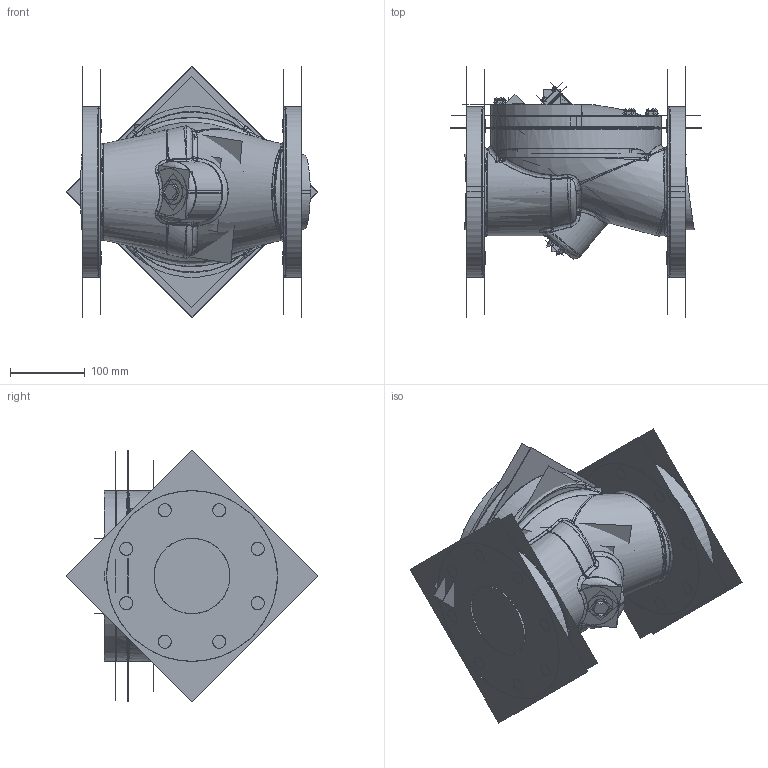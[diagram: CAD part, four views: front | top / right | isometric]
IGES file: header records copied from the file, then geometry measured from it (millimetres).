
Start section:  PTC IGES file: class_150-flex_check-4inch_asm.igs
Global section: file name: class_150-flex_check-4inch_asm.igs; native system: Creo Parametric by Parametric Technology Corporation; preprocessor: 2013050; author: HAPPY; organization: Unknown; date: 20170710.084012; units: inch
Bounding box: 336.47 x 336.47 x 336.47 mm (x, y, z)
Volume: 818410.8 mm3; surface area: 2956247.7 mm2
Topology: 20 solids, 22 shells, 1718 faces, 8330 edges, 10241 vertices
Faces by surface type: bspline 896, revolution 822
